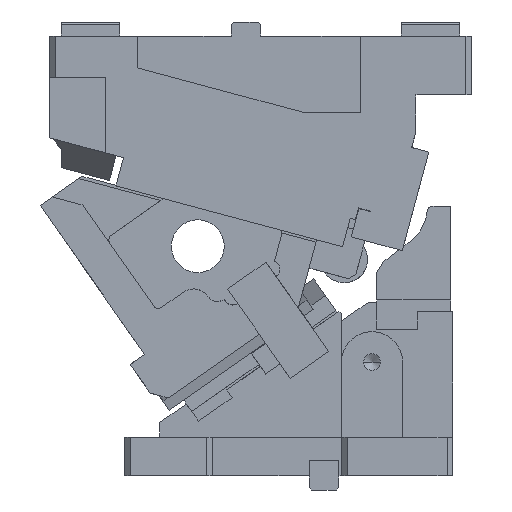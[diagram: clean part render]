
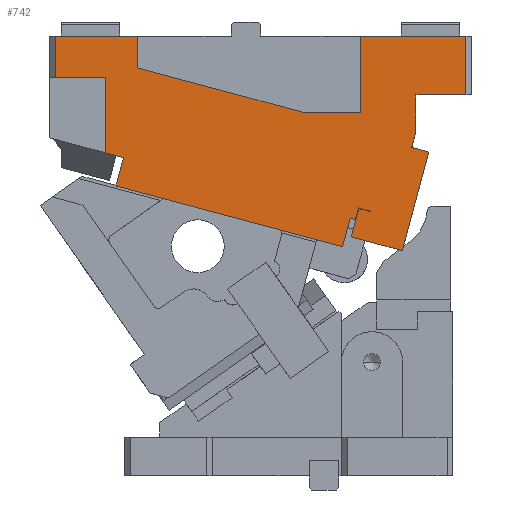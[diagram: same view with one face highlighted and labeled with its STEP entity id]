
A CAD part, left-side view. The second image highlights one B-rep face of the part: STEP entity #742.
In plain terms, the highlighted planar face has unit normal (-1, 0, 0).
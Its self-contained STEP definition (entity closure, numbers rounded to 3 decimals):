
#105=CARTESIAN_POINT('Vertex',(-375.572,4807.092,0.)) ;
#108=CARTESIAN_POINT('Line Origine',(-375.572,4762.092,0.)) ;
#112=CARTESIAN_POINT('Vertex',(-375.572,4717.092,0.)) ;
#520=CARTESIAN_POINT('Vertex',(-375.572,4807.092,-65.)) ;
#523=CARTESIAN_POINT('Line Origine',(-375.572,4807.092,-32.5)) ;
#535=CARTESIAN_POINT('Axis2P3D Location',(-375.572,4898.512,-76.944)) ;
#540=CARTESIAN_POINT('Line Origine',(-375.572,4760.008,-140.861)) ;
#544=CARTESIAN_POINT('Vertex',(-375.572,4748.749,-98.844)) ;
#546=CARTESIAN_POINT('Vertex',(-375.572,4771.267,-182.879)) ;
#549=CARTESIAN_POINT('Line Origine',(-375.572,4755.994,-96.903)) ;
#553=CARTESIAN_POINT('Vertex',(-375.572,4763.238,-94.961)) ;
#556=CARTESIAN_POINT('Line Origine',(-375.572,4761.415,-88.158)) ;
#560=CARTESIAN_POINT('Vertex',(-375.572,4759.592,-81.355)) ;
#563=CARTESIAN_POINT('Line Origine',(-375.572,4759.592,-68.177)) ;
#567=CARTESIAN_POINT('Vertex',(-375.572,4759.592,-55.)) ;
#570=CARTESIAN_POINT('Line Origine',(-375.572,4759.592,-52.5)) ;
#574=CARTESIAN_POINT('Vertex',(-375.572,4759.592,-50.)) ;
#577=CARTESIAN_POINT('Line Origine',(-375.572,4738.342,-50.)) ;
#581=CARTESIAN_POINT('Vertex',(-375.572,4717.092,-50.)) ;
#584=CARTESIAN_POINT('Line Origine',(-375.572,4717.092,-25.)) ;
#589=CARTESIAN_POINT('Line Origine',(-375.572,4831.415,-65.)) ;
#593=CARTESIAN_POINT('Vertex',(-375.572,4855.737,-65.)) ;
#596=CARTESIAN_POINT('Line Origine',(-375.572,4926.415,-46.062)) ;
#600=CARTESIAN_POINT('Vertex',(-375.572,4997.092,-27.124)) ;
#603=CARTESIAN_POINT('Line Origine',(-375.572,4997.092,-13.562)) ;
#607=CARTESIAN_POINT('Vertex',(-375.572,4997.092,0.)) ;
#610=CARTESIAN_POINT('Line Origine',(-375.572,5032.092,0.)) ;
#614=CARTESIAN_POINT('Vertex',(-375.572,5067.092,0.)) ;
#617=CARTESIAN_POINT('Line Origine',(-375.572,5067.092,-17.5)) ;
#621=CARTESIAN_POINT('Vertex',(-375.572,5067.092,-35.)) ;
#624=CARTESIAN_POINT('Line Origine',(-375.572,5045.842,-35.)) ;
#628=CARTESIAN_POINT('Vertex',(-375.572,5024.592,-35.)) ;
#631=CARTESIAN_POINT('Line Origine',(-375.572,5024.592,-67.236)) ;
#635=CARTESIAN_POINT('Vertex',(-375.572,5024.592,-99.472)) ;
#638=CARTESIAN_POINT('Line Origine',(-375.572,5016.729,-101.579)) ;
#642=CARTESIAN_POINT('Vertex',(-375.572,5008.866,-103.686)) ;
#645=CARTESIAN_POINT('Line Origine',(-375.572,5012.101,-115.76)) ;
#649=CARTESIAN_POINT('Vertex',(-375.572,5015.336,-127.834)) ;
#652=CARTESIAN_POINT('Line Origine',(-375.572,4918.744,-153.716)) ;
#656=CARTESIAN_POINT('Vertex',(-375.572,4822.151,-179.598)) ;
#659=CARTESIAN_POINT('Line Origine',(-375.572,4818.916,-167.523)) ;
#663=CARTESIAN_POINT('Vertex',(-375.572,4815.681,-155.449)) ;
#666=CARTESIAN_POINT('Line Origine',(-375.572,4813.507,-156.032)) ;
#670=CARTESIAN_POINT('Vertex',(-375.572,4811.334,-156.614)) ;
#673=CARTESIAN_POINT('Line Origine',(-375.572,4809.975,-151.543)) ;
#677=CARTESIAN_POINT('Vertex',(-375.572,4808.616,-146.472)) ;
#680=CARTESIAN_POINT('Line Origine',(-375.572,4803.545,-147.831)) ;
#684=CARTESIAN_POINT('Vertex',(-375.572,4798.474,-149.189)) ;
#687=CARTESIAN_POINT('Line Origine',(-375.572,4798.539,-149.431)) ;
#691=CARTESIAN_POINT('Vertex',(-375.572,4798.603,-149.672)) ;
#694=CARTESIAN_POINT('Line Origine',(-375.572,4803.433,-148.378)) ;
#698=CARTESIAN_POINT('Vertex',(-375.572,4808.263,-147.084)) ;
#701=CARTESIAN_POINT('Line Origine',(-375.572,4811.498,-159.158)) ;
#705=CARTESIAN_POINT('Vertex',(-375.572,4814.733,-171.232)) ;
#708=CARTESIAN_POINT('Line Origine',(-375.572,4793.,-177.056)) ;
#109=DIRECTION('Vector Direction',(0.,-1.,0.)) ;
#524=DIRECTION('Vector Direction',(0.,0.,-1.)) ;
#536=DIRECTION('Axis2P3D Direction',(1.,0.,0.)) ;
#537=DIRECTION('Axis2P3D XDirection',(0.,1.,0.)) ;
#541=DIRECTION('Vector Direction',(0.,0.259,-0.966)) ;
#550=DIRECTION('Vector Direction',(0.,0.966,0.259)) ;
#557=DIRECTION('Vector Direction',(0.,-0.259,0.966)) ;
#564=DIRECTION('Vector Direction',(0.,0.,-1.)) ;
#571=DIRECTION('Vector Direction',(0.,0.,-1.)) ;
#578=DIRECTION('Vector Direction',(0.,1.,0.)) ;
#585=DIRECTION('Vector Direction',(0.,0.,-1.)) ;
#590=DIRECTION('Vector Direction',(0.,1.,0.)) ;
#597=DIRECTION('Vector Direction',(0.,0.966,0.259)) ;
#604=DIRECTION('Vector Direction',(0.,0.,1.)) ;
#611=DIRECTION('Vector Direction',(0.,-1.,0.)) ;
#618=DIRECTION('Vector Direction',(0.,0.,1.)) ;
#625=DIRECTION('Vector Direction',(0.,-1.,0.)) ;
#632=DIRECTION('Vector Direction',(0.,0.,-1.)) ;
#639=DIRECTION('Vector Direction',(0.,-0.966,-0.259)) ;
#646=DIRECTION('Vector Direction',(0.,-0.259,0.966)) ;
#653=DIRECTION('Vector Direction',(0.,-0.966,-0.259)) ;
#660=DIRECTION('Vector Direction',(0.,-0.259,0.966)) ;
#667=DIRECTION('Vector Direction',(0.,-0.966,-0.259)) ;
#674=DIRECTION('Vector Direction',(0.,-0.259,0.966)) ;
#681=DIRECTION('Vector Direction',(0.,-0.966,-0.259)) ;
#688=DIRECTION('Vector Direction',(0.,0.259,-0.966)) ;
#695=DIRECTION('Vector Direction',(0.,-0.966,-0.259)) ;
#702=DIRECTION('Vector Direction',(0.,-0.259,0.966)) ;
#709=DIRECTION('Vector Direction',(0.,-0.966,-0.259)) ;
#538=AXIS2_PLACEMENT_3D('Plane Axis2P3D',#535,#536,#537) ;
#714=ORIENTED_EDGE('',*,*,#548,.F.) ;
#715=ORIENTED_EDGE('',*,*,#555,.T.) ;
#716=ORIENTED_EDGE('',*,*,#562,.T.) ;
#717=ORIENTED_EDGE('',*,*,#569,.F.) ;
#718=ORIENTED_EDGE('',*,*,#576,.F.) ;
#719=ORIENTED_EDGE('',*,*,#583,.F.) ;
#720=ORIENTED_EDGE('',*,*,#588,.F.) ;
#721=ORIENTED_EDGE('',*,*,#114,.F.) ;
#722=ORIENTED_EDGE('',*,*,#527,.T.) ;
#723=ORIENTED_EDGE('',*,*,#595,.T.) ;
#724=ORIENTED_EDGE('',*,*,#602,.T.) ;
#725=ORIENTED_EDGE('',*,*,#609,.T.) ;
#726=ORIENTED_EDGE('',*,*,#616,.F.) ;
#727=ORIENTED_EDGE('',*,*,#623,.F.) ;
#728=ORIENTED_EDGE('',*,*,#630,.T.) ;
#729=ORIENTED_EDGE('',*,*,#637,.T.) ;
#730=ORIENTED_EDGE('',*,*,#644,.T.) ;
#731=ORIENTED_EDGE('',*,*,#651,.F.) ;
#732=ORIENTED_EDGE('',*,*,#658,.T.) ;
#733=ORIENTED_EDGE('',*,*,#665,.T.) ;
#734=ORIENTED_EDGE('',*,*,#672,.T.) ;
#735=ORIENTED_EDGE('',*,*,#679,.T.) ;
#736=ORIENTED_EDGE('',*,*,#686,.T.) ;
#737=ORIENTED_EDGE('',*,*,#693,.T.) ;
#738=ORIENTED_EDGE('',*,*,#700,.F.) ;
#739=ORIENTED_EDGE('',*,*,#707,.F.) ;
#740=ORIENTED_EDGE('',*,*,#712,.T.) ;
#110=VECTOR('Line Direction',#109,1.) ;
#525=VECTOR('Line Direction',#524,1.) ;
#542=VECTOR('Line Direction',#541,1.) ;
#551=VECTOR('Line Direction',#550,1.) ;
#558=VECTOR('Line Direction',#557,1.) ;
#565=VECTOR('Line Direction',#564,1.) ;
#572=VECTOR('Line Direction',#571,1.) ;
#579=VECTOR('Line Direction',#578,1.) ;
#586=VECTOR('Line Direction',#585,1.) ;
#591=VECTOR('Line Direction',#590,1.) ;
#598=VECTOR('Line Direction',#597,1.) ;
#605=VECTOR('Line Direction',#604,1.) ;
#612=VECTOR('Line Direction',#611,1.) ;
#619=VECTOR('Line Direction',#618,1.) ;
#626=VECTOR('Line Direction',#625,1.) ;
#633=VECTOR('Line Direction',#632,1.) ;
#640=VECTOR('Line Direction',#639,1.) ;
#647=VECTOR('Line Direction',#646,1.) ;
#654=VECTOR('Line Direction',#653,1.) ;
#661=VECTOR('Line Direction',#660,1.) ;
#668=VECTOR('Line Direction',#667,1.) ;
#675=VECTOR('Line Direction',#674,1.) ;
#682=VECTOR('Line Direction',#681,1.) ;
#689=VECTOR('Line Direction',#688,1.) ;
#696=VECTOR('Line Direction',#695,1.) ;
#703=VECTOR('Line Direction',#702,1.) ;
#710=VECTOR('Line Direction',#709,1.) ;
#742=ADVANCED_FACE('CAM HOLDER',(#741),#539,.F.) ;
#114=EDGE_CURVE('',#106,#113,#111,.T.) ;
#527=EDGE_CURVE('',#106,#521,#526,.T.) ;
#548=EDGE_CURVE('',#545,#547,#543,.T.) ;
#555=EDGE_CURVE('',#545,#554,#552,.T.) ;
#562=EDGE_CURVE('',#554,#561,#559,.T.) ;
#569=EDGE_CURVE('',#568,#561,#566,.T.) ;
#576=EDGE_CURVE('',#575,#568,#573,.T.) ;
#583=EDGE_CURVE('',#582,#575,#580,.T.) ;
#588=EDGE_CURVE('',#113,#582,#587,.T.) ;
#595=EDGE_CURVE('',#521,#594,#592,.T.) ;
#602=EDGE_CURVE('',#594,#601,#599,.T.) ;
#609=EDGE_CURVE('',#601,#608,#606,.T.) ;
#616=EDGE_CURVE('',#615,#608,#613,.T.) ;
#623=EDGE_CURVE('',#622,#615,#620,.T.) ;
#630=EDGE_CURVE('',#622,#629,#627,.T.) ;
#637=EDGE_CURVE('',#629,#636,#634,.T.) ;
#644=EDGE_CURVE('',#636,#643,#641,.T.) ;
#651=EDGE_CURVE('',#650,#643,#648,.T.) ;
#658=EDGE_CURVE('',#650,#657,#655,.T.) ;
#665=EDGE_CURVE('',#657,#664,#662,.T.) ;
#672=EDGE_CURVE('',#664,#671,#669,.T.) ;
#679=EDGE_CURVE('',#671,#678,#676,.T.) ;
#686=EDGE_CURVE('',#678,#685,#683,.T.) ;
#693=EDGE_CURVE('',#685,#692,#690,.T.) ;
#700=EDGE_CURVE('',#699,#692,#697,.T.) ;
#707=EDGE_CURVE('',#706,#699,#704,.T.) ;
#712=EDGE_CURVE('',#706,#547,#711,.T.) ;
#713=EDGE_LOOP('',(#714,#715,#716,#717,#718,#719,#720,#721,#722,#723,#724,#725,#726,#727,#728,#729,#730,#731,#732,#733,#734,#735,#736,#737,#738,#739,#740)) ;
#741=FACE_OUTER_BOUND('',#713,.T.) ;
#111=LINE('Line',#108,#110) ;
#526=LINE('Line',#523,#525) ;
#543=LINE('Line',#540,#542) ;
#552=LINE('Line',#549,#551) ;
#559=LINE('Line',#556,#558) ;
#566=LINE('Line',#563,#565) ;
#573=LINE('Line',#570,#572) ;
#580=LINE('Line',#577,#579) ;
#587=LINE('Line',#584,#586) ;
#592=LINE('Line',#589,#591) ;
#599=LINE('Line',#596,#598) ;
#606=LINE('Line',#603,#605) ;
#613=LINE('Line',#610,#612) ;
#620=LINE('Line',#617,#619) ;
#627=LINE('Line',#624,#626) ;
#634=LINE('Line',#631,#633) ;
#641=LINE('Line',#638,#640) ;
#648=LINE('Line',#645,#647) ;
#655=LINE('Line',#652,#654) ;
#662=LINE('Line',#659,#661) ;
#669=LINE('Line',#666,#668) ;
#676=LINE('Line',#673,#675) ;
#683=LINE('Line',#680,#682) ;
#690=LINE('Line',#687,#689) ;
#697=LINE('Line',#694,#696) ;
#704=LINE('Line',#701,#703) ;
#711=LINE('Line',#708,#710) ;
#539=PLANE('Plane',#538) ;
#106=VERTEX_POINT('',#105) ;
#113=VERTEX_POINT('',#112) ;
#521=VERTEX_POINT('',#520) ;
#545=VERTEX_POINT('',#544) ;
#547=VERTEX_POINT('',#546) ;
#554=VERTEX_POINT('',#553) ;
#561=VERTEX_POINT('',#560) ;
#568=VERTEX_POINT('',#567) ;
#575=VERTEX_POINT('',#574) ;
#582=VERTEX_POINT('',#581) ;
#594=VERTEX_POINT('',#593) ;
#601=VERTEX_POINT('',#600) ;
#608=VERTEX_POINT('',#607) ;
#615=VERTEX_POINT('',#614) ;
#622=VERTEX_POINT('',#621) ;
#629=VERTEX_POINT('',#628) ;
#636=VERTEX_POINT('',#635) ;
#643=VERTEX_POINT('',#642) ;
#650=VERTEX_POINT('',#649) ;
#657=VERTEX_POINT('',#656) ;
#664=VERTEX_POINT('',#663) ;
#671=VERTEX_POINT('',#670) ;
#678=VERTEX_POINT('',#677) ;
#685=VERTEX_POINT('',#684) ;
#692=VERTEX_POINT('',#691) ;
#699=VERTEX_POINT('',#698) ;
#706=VERTEX_POINT('',#705) ;
